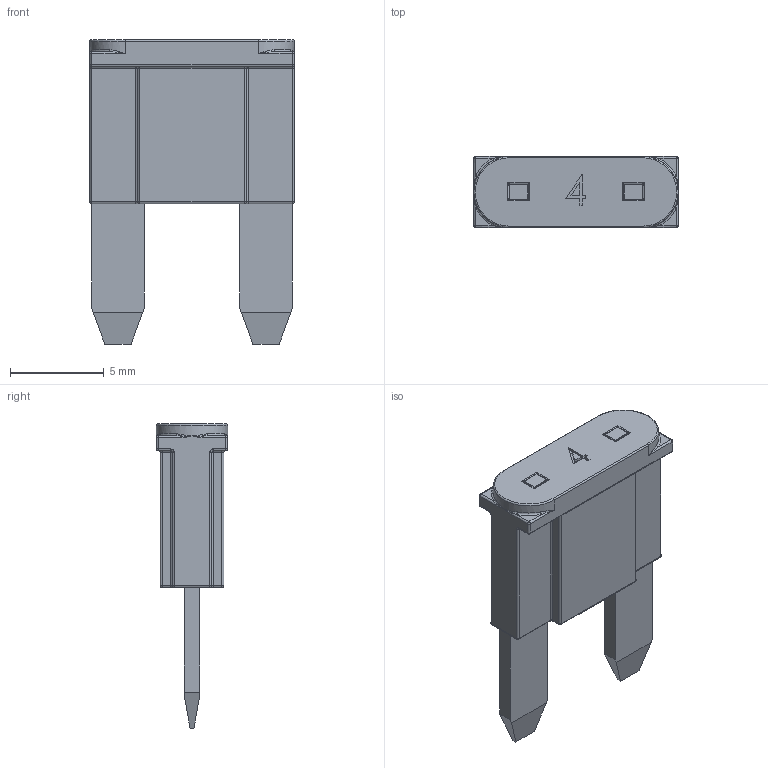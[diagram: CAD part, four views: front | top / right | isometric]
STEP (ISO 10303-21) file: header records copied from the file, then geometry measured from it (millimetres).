
FILE_DESCRIPTION(/* description */ (''),/* implementation_level */ '2;1');
FILE_NAME(/* name */ 'MINI Blade Type v1.step',/* time_stamp */ '2020-04-17T16:57:50+02:00',/* author */ (''),/* organization */ (''),/* preprocessor_version */ 'ST-DEVELOPER v18.1',/* originating_system */ 'Autodesk Translation Framework v9.2.0.1227',/* authorisation */ '');
FILE_SCHEMA (('AUTOMOTIVE_DESIGN { 1 0 10303 214 3 1 1 }'));
Length unit declared in the file: inch
Products named in the file (1): MINI Blade Type
Bounding box: 10.9 x 3.8 x 16.24 mm (x, y, z)
Volume: 229.6 mm3; surface area: 787.3 mm2
Topology: 2 solids, 2 shells, 238 faces, 616 edges, 366 vertices
Faces by surface type: plane 90, cylinder 86, bspline 24, sphere 20, torus 18
Full cylindrical faces by diameter (mm): 1.016 x8
Entity records: 7878 total; most frequent: CARTESIAN_POINT 2178, ORIENTED_EDGE 1198, DIRECTION 1153, EDGE_CURVE 599, AXIS2_PLACEMENT_3D 410, VERTEX_POINT 366, LINE 333, VECTOR 333
